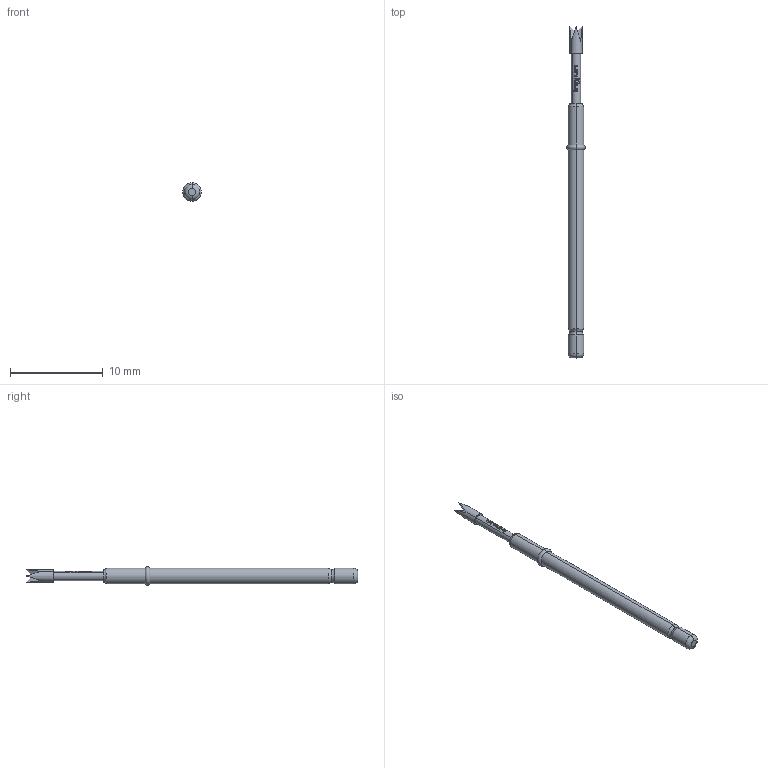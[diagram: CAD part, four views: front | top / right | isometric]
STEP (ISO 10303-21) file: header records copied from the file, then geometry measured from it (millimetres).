
FILE_DESCRIPTION (( 'STEP AP203' ), '1' );
FILE_NAME ('INGUN_GKS-112_214_130_R_xx05.STEP', '2022-01-12T09:27:35', ( 'ochi' ), ( '' ), 'SwSTEP 2.0', 'SolidWorks 2018', '' );
FILE_SCHEMA (( 'CONFIG_CONTROL_DESIGN' ));
Length unit declared in the file: millimetre
Products named in the file (1): INGUN_GKS-112_214_130_R_xx05
Bounding box: 2 x 35.7 x 2 mm (x, y, z)
Volume: 65.4 mm3; surface area: 176 mm2
Topology: 1 solids, 1 shells, 99 faces, 246 edges, 157 vertices
Faces by surface type: plane 51, bspline 22, cylinder 16, torus 10
Entity records: 3265 total; most frequent: CARTESIAN_POINT 1027, ORIENTED_EDGE 492, DIRECTION 382, EDGE_CURVE 246, VERTEX_POINT 157, AXIS2_PLACEMENT_3D 152, EDGE_LOOP 107, FACE_OUTER_BOUND 99
